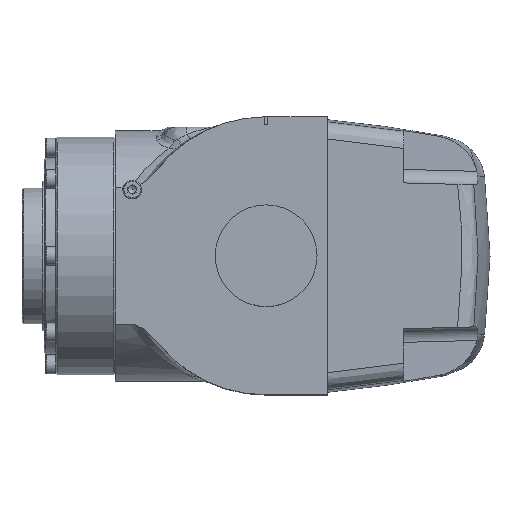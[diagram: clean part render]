
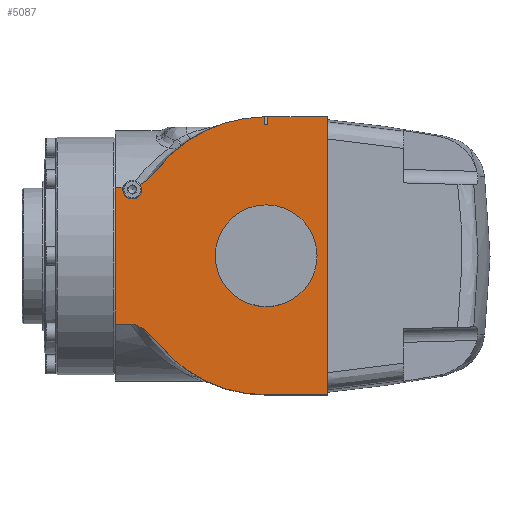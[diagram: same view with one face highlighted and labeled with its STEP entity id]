
A CAD part, top view. The second image highlights one B-rep face of the part: STEP entity #5087.
In plain terms, the highlighted planar face has unit normal (0, 0, 1).
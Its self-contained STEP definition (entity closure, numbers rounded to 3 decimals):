
#56=FACE_BOUND('',#783,.T.);
#214=B_SPLINE_CURVE_WITH_KNOTS('',3,(#7903,#7904,#7905,#7906,#7907,#7908),
 .UNSPECIFIED.,.F.,.F.,(4,2,4),(0.,0.31,0.642),
 .UNSPECIFIED.);
#218=B_SPLINE_CURVE_WITH_KNOTS('',3,(#8043,#8044,#8045,#8046,#8047,#8048,
#8049,#8050),.UNSPECIFIED.,.F.,.F.,(4,2,2,4),(0.,0.495,
0.767,0.99),.UNSPECIFIED.);
#309=PLANE('',#5458);
#447=FACE_OUTER_BOUND('',#782,.T.);
#782=EDGE_LOOP('',(#3469,#3470,#3471,#3472,#3473,#3474,#3475,#3476,#3477,
#3478,#3479,#3480,#3481,#3482,#3483,#3484));
#783=EDGE_LOOP('',(#3485));
#1146=LINE('',#8033,#1534);
#1147=LINE('',#8035,#1535);
#1148=LINE('',#8037,#1536);
#1149=LINE('',#8039,#1537);
#1150=LINE('',#8041,#1538);
#1151=LINE('',#8054,#1539);
#1152=LINE('',#8056,#1540);
#1153=LINE('',#8058,#1541);
#1154=LINE('',#8060,#1542);
#1155=LINE('',#8062,#1543);
#1156=LINE('',#8064,#1544);
#1534=VECTOR('',#6151,1000.);
#1535=VECTOR('',#6152,1000.);
#1536=VECTOR('',#6153,1000.);
#1537=VECTOR('',#6154,1000.);
#1538=VECTOR('',#6155,1000.);
#1539=VECTOR('',#6158,1000.);
#1540=VECTOR('',#6159,1000.);
#1541=VECTOR('',#6160,1000.);
#1542=VECTOR('',#6161,1000.);
#1543=VECTOR('',#6162,1000.);
#1544=VECTOR('',#6163,1000.);
#1896=CIRCLE('',#5420,15.);
#1904=CIRCLE('',#5436,2.75);
#1912=CIRCLE('',#5459,41.);
#1913=CIRCLE('',#5460,41.);
#2108=VERTEX_POINT('',#7666);
#2113=VERTEX_POINT('',#7767);
#2115=VERTEX_POINT('',#7771);
#2140=VERTEX_POINT('',#7902);
#2143=VERTEX_POINT('',#8032);
#2144=VERTEX_POINT('',#8034);
#2145=VERTEX_POINT('',#8036);
#2146=VERTEX_POINT('',#8038);
#2147=VERTEX_POINT('',#8040);
#2148=VERTEX_POINT('',#8042);
#2149=VERTEX_POINT('',#8051);
#2150=VERTEX_POINT('',#8053);
#2151=VERTEX_POINT('',#8055);
#2152=VERTEX_POINT('',#8057);
#2153=VERTEX_POINT('',#8059);
#2154=VERTEX_POINT('',#8061);
#2155=VERTEX_POINT('',#8063);
#2586=EDGE_CURVE('',#2108,#2108,#1896,.T.);
#2601=EDGE_CURVE('',#2115,#2113,#1904,.T.);
#2635=EDGE_CURVE('',#2115,#2140,#214,.T.);
#2639=EDGE_CURVE('',#2143,#2113,#1146,.T.);
#2640=EDGE_CURVE('',#2144,#2143,#1147,.T.);
#2641=EDGE_CURVE('',#2145,#2144,#1148,.T.);
#2642=EDGE_CURVE('',#2146,#2145,#1149,.T.);
#2643=EDGE_CURVE('',#2147,#2146,#1150,.T.);
#2644=EDGE_CURVE('',#2148,#2147,#218,.T.);
#2645=EDGE_CURVE('',#2149,#2148,#1912,.T.);
#2646=EDGE_CURVE('',#2149,#2150,#1151,.T.);
#2647=EDGE_CURVE('',#2150,#2151,#1152,.T.);
#2648=EDGE_CURVE('',#2151,#2152,#1153,.T.);
#2649=EDGE_CURVE('',#2153,#2152,#1154,.T.);
#2650=EDGE_CURVE('',#2153,#2154,#1155,.T.);
#2651=EDGE_CURVE('',#2155,#2154,#1156,.T.);
#2652=EDGE_CURVE('',#2140,#2155,#1913,.T.);
#3469=ORIENTED_EDGE('',*,*,#2601,.T.);
#3470=ORIENTED_EDGE('',*,*,#2639,.F.);
#3471=ORIENTED_EDGE('',*,*,#2640,.F.);
#3472=ORIENTED_EDGE('',*,*,#2641,.F.);
#3473=ORIENTED_EDGE('',*,*,#2642,.F.);
#3474=ORIENTED_EDGE('',*,*,#2643,.F.);
#3475=ORIENTED_EDGE('',*,*,#2644,.F.);
#3476=ORIENTED_EDGE('',*,*,#2645,.F.);
#3477=ORIENTED_EDGE('',*,*,#2646,.T.);
#3478=ORIENTED_EDGE('',*,*,#2647,.T.);
#3479=ORIENTED_EDGE('',*,*,#2648,.T.);
#3480=ORIENTED_EDGE('',*,*,#2649,.F.);
#3481=ORIENTED_EDGE('',*,*,#2650,.T.);
#3482=ORIENTED_EDGE('',*,*,#2651,.F.);
#3483=ORIENTED_EDGE('',*,*,#2652,.F.);
#3484=ORIENTED_EDGE('',*,*,#2635,.F.);
#3485=ORIENTED_EDGE('',*,*,#2586,.T.);
#5087=ADVANCED_FACE('',(#447,#56),#309,.F.);
#5420=AXIS2_PLACEMENT_3D('',#7668,#6046,#6047);
#5436=AXIS2_PLACEMENT_3D('',#7804,#6079,#6080);
#5458=AXIS2_PLACEMENT_3D('',#8031,#6149,#6150);
#5459=AXIS2_PLACEMENT_3D('',#8052,#6156,#6157);
#5460=AXIS2_PLACEMENT_3D('',#8065,#6164,#6165);
#6046=DIRECTION('center_axis',(0.,0.,
-1.));
#6047=DIRECTION('ref_axis',(-1.,0.,0.));
#6079=DIRECTION('center_axis',(0.,0.,
-1.));
#6080=DIRECTION('ref_axis',(0.,-1.,0.));
#6149=DIRECTION('center_axis',(0.,0.,
-1.));
#6150=DIRECTION('ref_axis',(-1.,0.,0.));
#6151=DIRECTION('',(1.,0.,0.));
#6152=DIRECTION('',(0.,1.,0.));
#6153=DIRECTION('',(0.,1.,0.));
#6154=DIRECTION('',(0.,1.,0.));
#6155=DIRECTION('',(-1.,0.,0.));
#6156=DIRECTION('center_axis',(0.,0.,
-1.));
#6157=DIRECTION('ref_axis',(1.,0.,0.));
#6158=DIRECTION('',(1.,0.,0.));
#6159=DIRECTION('',(0.,1.,0.));
#6160=DIRECTION('',(-1.,0.,0.));
#6161=DIRECTION('',(0.,1.,0.));
#6162=DIRECTION('',(-1.,0.,0.));
#6163=DIRECTION('',(0.,-1.,0.));
#6164=DIRECTION('center_axis',(0.,0.,
-1.));
#6165=DIRECTION('ref_axis',(1.,0.,0.));
#7666=CARTESIAN_POINT('',(722.668,452.52,-623.262));
#7668=CARTESIAN_POINT('Origin',(737.668,452.52,-623.262));
#7767=CARTESIAN_POINT('',(695.508,472.719,-623.262));
#7771=CARTESIAN_POINT('',(700.476,473.514,-623.262));
#7804=CARTESIAN_POINT('Origin',(698.168,472.02,-623.262));
#7902=CARTESIAN_POINT('',(705.371,477.777,-623.262));
#7903=CARTESIAN_POINT('Ctrl Pts',(700.476,473.514,-623.262));
#7904=CARTESIAN_POINT('Ctrl Pts',(701.39,473.999,-623.262));
#7905=CARTESIAN_POINT('Ctrl Pts',(702.277,474.649,-623.262));
#7906=CARTESIAN_POINT('Ctrl Pts',(703.895,476.066,-623.262));
#7907=CARTESIAN_POINT('Ctrl Pts',(704.685,476.9,-623.262));
#7908=CARTESIAN_POINT('Ctrl Pts',(705.371,477.777,-623.262));
#8031=CARTESIAN_POINT('Origin',(702.168,452.52,-623.262));
#8032=CARTESIAN_POINT('',(693.168,472.719,-623.262));
#8033=CARTESIAN_POINT('',(702.168,472.719,-623.262));
#8034=CARTESIAN_POINT('',(693.168,467.887,-623.262));
#8035=CARTESIAN_POINT('',(693.168,452.52,-623.262));
#8036=CARTESIAN_POINT('',(693.168,437.152,-623.262));
#8037=CARTESIAN_POINT('',(693.168,452.52,-623.262));
#8038=CARTESIAN_POINT('',(693.168,432.321,-623.262));
#8039=CARTESIAN_POINT('',(693.168,452.52,-623.262));
#8040=CARTESIAN_POINT('',(697.789,432.321,-623.262));
#8041=CARTESIAN_POINT('',(702.168,432.321,-623.262));
#8042=CARTESIAN_POINT('',(705.371,427.263,-623.262));
#8043=CARTESIAN_POINT('Ctrl Pts',(705.371,427.263,-623.262));
#8044=CARTESIAN_POINT('Ctrl Pts',(704.355,428.562,-623.262));
#8045=CARTESIAN_POINT('Ctrl Pts',(703.143,429.727,-623.262));
#8046=CARTESIAN_POINT('Ctrl Pts',(701.267,431.091,-623.262));
#8047=CARTESIAN_POINT('Ctrl Pts',(700.528,431.542,-623.262));
#8048=CARTESIAN_POINT('Ctrl Pts',(699.152,432.124,-623.262));
#8049=CARTESIAN_POINT('Ctrl Pts',(698.463,432.321,-623.262));
#8050=CARTESIAN_POINT('Ctrl Pts',(697.789,432.321,-623.262));
#8051=CARTESIAN_POINT('',(737.668,411.52,-623.262));
#8052=CARTESIAN_POINT('Origin',(737.668,452.52,-623.262));
#8053=CARTESIAN_POINT('',(755.668,411.52,-623.262));
#8054=CARTESIAN_POINT('',(737.668,411.52,-623.262));
#8055=CARTESIAN_POINT('',(755.668,493.52,-623.262));
#8056=CARTESIAN_POINT('',(755.668,411.52,-623.262));
#8057=CARTESIAN_POINT('',(738.168,493.52,-623.262));
#8058=CARTESIAN_POINT('',(737.668,493.52,-623.262));
#8059=CARTESIAN_POINT('',(738.168,491.155,-623.262));
#8060=CARTESIAN_POINT('',(738.168,452.52,-623.262));
#8061=CARTESIAN_POINT('',(737.168,491.155,-623.262));
#8062=CARTESIAN_POINT('',(738.168,491.155,-623.262));
#8063=CARTESIAN_POINT('',(737.168,493.517,-623.262));
#8064=CARTESIAN_POINT('',(737.168,452.52,-623.262));
#8065=CARTESIAN_POINT('Origin',(737.668,452.52,-623.262));
